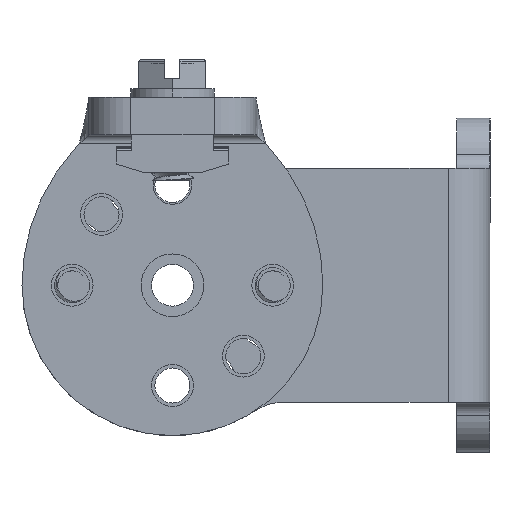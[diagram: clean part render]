
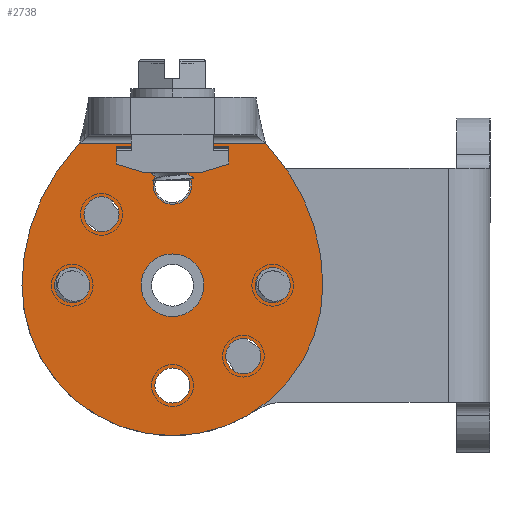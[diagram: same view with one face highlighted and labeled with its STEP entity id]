
A CAD part, left-side view. The second image highlights one B-rep face of the part: STEP entity #2738.
In plain terms, the highlighted face is planar.
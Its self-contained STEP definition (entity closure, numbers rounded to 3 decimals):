
#1968=CARTESIAN_POINT('',(22.5,4.5,6.25));
#1969=DIRECTION('',(0.,1.,0.));
#1970=DIRECTION('',(0.,0.,-1.));
#1971=AXIS2_PLACEMENT_3D('',#1968,#1969,#1970);
#1973=CARTESIAN_POINT('',(22.5,4.5,0.));
#1974=DIRECTION('',(0.,1.,0.));
#1975=DIRECTION('',(1.,0.,0.));
#1976=AXIS2_PLACEMENT_3D('',#1973,#1974,#1975);
#1978=CARTESIAN_POINT('',(22.5,4.5,0.));
#1979=DIRECTION('',(0.,1.,0.));
#1980=DIRECTION('',(0.,0.,1.));
#1981=AXIS2_PLACEMENT_3D('',#1978,#1979,#1980);
#1983=CARTESIAN_POINT('',(22.5,4.5,-6.25));
#1984=DIRECTION('',(0.,1.,0.));
#1985=DIRECTION('',(-0.67,0.,0.743));
#1986=AXIS2_PLACEMENT_3D('',#1983,#1984,#1985);
#1988=CARTESIAN_POINT('',(1.679,4.5,16.844));
#1989=DIRECTION('',(0.,1.,0.));
#1990=DIRECTION('',(0.67,0.,-0.743));
#1991=AXIS2_PLACEMENT_3D('',#1988,#1989,#1990);
#1993=DIRECTION('',(0.,0.,1.));
#1994=VECTOR('',#1993,22.332);
#1995=CARTESIAN_POINT('',(5.5,4.5,-11.166));
#1996=LINE('',#1995,#1994);
#1997=CARTESIAN_POINT('',(1.679,4.5,-16.844));
#1998=DIRECTION('',(0.,1.,0.));
#1999=DIRECTION('',(0.558,0.,0.83));
#2000=AXIS2_PLACEMENT_3D('',#1997,#1998,#1999);
#2002=CARTESIAN_POINT('',(34.5,4.5,0.));
#2003=DIRECTION('',(0.,1.,0.));
#2004=DIRECTION('',(-1.,0.,0.));
#2005=AXIS2_PLACEMENT_3D('',#2002,#2003,#2004);
#2007=CARTESIAN_POINT('',(34.5,4.5,0.));
#2008=DIRECTION('',(0.,1.,0.));
#2009=DIRECTION('',(1.,0.,0.));
#2010=AXIS2_PLACEMENT_3D('',#2007,#2008,#2009);
#2012=CARTESIAN_POINT('',(10.5,4.5,0.));
#2013=DIRECTION('',(0.,1.,0.));
#2014=DIRECTION('',(-1.,0.,0.));
#2015=AXIS2_PLACEMENT_3D('',#2012,#2013,#2014);
#2017=CARTESIAN_POINT('',(10.5,4.5,0.));
#2018=DIRECTION('',(0.,1.,0.));
#2019=DIRECTION('',(1.,0.,0.));
#2020=AXIS2_PLACEMENT_3D('',#2017,#2018,#2019);
#2022=CARTESIAN_POINT('',(14.015,4.5,8.485));
#2023=DIRECTION('',(0.,1.,0.));
#2024=DIRECTION('',(-1.,0.,0.));
#2025=AXIS2_PLACEMENT_3D('',#2022,#2023,#2024);
#2027=CARTESIAN_POINT('',(14.015,4.5,8.485));
#2028=DIRECTION('',(0.,1.,0.));
#2029=DIRECTION('',(1.,0.,0.));
#2030=AXIS2_PLACEMENT_3D('',#2027,#2028,#2029);
#2032=CARTESIAN_POINT('',(30.985,4.5,-8.485));
#2033=DIRECTION('',(0.,1.,0.));
#2034=DIRECTION('',(-1.,0.,0.));
#2035=AXIS2_PLACEMENT_3D('',#2032,#2033,#2034);
#2037=CARTESIAN_POINT('',(30.985,4.5,-8.485));
#2038=DIRECTION('',(0.,1.,0.));
#2039=DIRECTION('',(1.,0.,0.));
#2040=AXIS2_PLACEMENT_3D('',#2037,#2038,#2039);
#2042=CARTESIAN_POINT('',(22.5,4.5,12.));
#2043=DIRECTION('',(0.,1.,0.));
#2044=DIRECTION('',(-1.,0.,0.));
#2045=AXIS2_PLACEMENT_3D('',#2042,#2043,#2044);
#2047=CARTESIAN_POINT('',(22.5,4.5,12.));
#2048=DIRECTION('',(0.,1.,0.));
#2049=DIRECTION('',(1.,0.,0.));
#2050=AXIS2_PLACEMENT_3D('',#2047,#2048,#2049);
#2052=CARTESIAN_POINT('',(22.5,4.5,-12.));
#2053=DIRECTION('',(0.,1.,0.));
#2054=DIRECTION('',(-1.,0.,0.));
#2055=AXIS2_PLACEMENT_3D('',#2052,#2053,#2054);
#2057=CARTESIAN_POINT('',(22.5,4.5,-12.));
#2058=DIRECTION('',(0.,1.,0.));
#2059=DIRECTION('',(1.,0.,0.));
#2060=AXIS2_PLACEMENT_3D('',#2057,#2058,#2059);
#2062=CARTESIAN_POINT('',(22.5,4.5,0.));
#2063=DIRECTION('',(0.,1.,0.));
#2064=DIRECTION('',(-1.,0.,0.));
#2065=AXIS2_PLACEMENT_3D('',#2062,#2063,#2064);
#2067=CARTESIAN_POINT('',(22.5,4.5,0.));
#2068=DIRECTION('',(0.,1.,0.));
#2069=DIRECTION('',(1.,0.,0.));
#2070=AXIS2_PLACEMENT_3D('',#2067,#2068,#2069);
#2297=CARTESIAN_POINT('',(40.5,4.5,0.));
#2299=VERTEX_POINT('',#2297);
#2308=CARTESIAN_POINT('',(22.5,4.5,-18.));
#2309=CARTESIAN_POINT('',(6.262,4.5,-11.761));
#2310=VERTEX_POINT('',#2308);
#2311=VERTEX_POINT('',#2309);
#2312=CARTESIAN_POINT('',(6.262,4.5,11.761));
#2313=CARTESIAN_POINT('',(22.5,4.5,18.));
#2314=VERTEX_POINT('',#2312);
#2315=VERTEX_POINT('',#2313);
#2320=CARTESIAN_POINT('',(5.5,4.5,-11.166));
#2321=VERTEX_POINT('',#2320);
#2322=CARTESIAN_POINT('',(5.5,4.5,11.166));
#2323=VERTEX_POINT('',#2322);
#2377=CARTESIAN_POINT('',(20.4,4.5,-12.));
#2378=CARTESIAN_POINT('',(24.6,4.5,-12.));
#2379=VERTEX_POINT('',#2377);
#2380=VERTEX_POINT('',#2378);
#2381=CARTESIAN_POINT('',(20.4,4.5,12.));
#2382=CARTESIAN_POINT('',(24.6,4.5,12.));
#2383=VERTEX_POINT('',#2381);
#2384=VERTEX_POINT('',#2382);
#2385=CARTESIAN_POINT('',(28.885,4.5,-8.485));
#2386=CARTESIAN_POINT('',(33.085,4.5,-8.485));
#2387=VERTEX_POINT('',#2385);
#2388=VERTEX_POINT('',#2386);
#2389=CARTESIAN_POINT('',(11.915,4.5,8.485));
#2390=CARTESIAN_POINT('',(16.115,4.5,8.485));
#2391=VERTEX_POINT('',#2389);
#2392=VERTEX_POINT('',#2390);
#2401=CARTESIAN_POINT('',(18.75,4.5,0.));
#2402=VERTEX_POINT('',#2401);
#2403=CARTESIAN_POINT('',(26.25,4.5,0.));
#2404=VERTEX_POINT('',#2403);
#2417=CARTESIAN_POINT('',(8.4,4.5,0.));
#2418=CARTESIAN_POINT('',(12.6,4.5,0.));
#2419=VERTEX_POINT('',#2417);
#2420=VERTEX_POINT('',#2418);
#2421=CARTESIAN_POINT('',(32.4,4.5,0.));
#2422=CARTESIAN_POINT('',(36.6,4.5,0.));
#2423=VERTEX_POINT('',#2421);
#2424=VERTEX_POINT('',#2422);
#2681=CARTESIAN_POINT('',(5.5,4.5,-18.));
#2682=DIRECTION('',(0.,-1.,0.));
#2683=DIRECTION('',(1.,0.,0.));
#2684=AXIS2_PLACEMENT_3D('',#2681,#2682,#2683);
#2685=PLANE('',#2684);
#2686=ORIENTED_EDGE('',*,*,#2497,.F.);
#2687=ORIENTED_EDGE('',*,*,#2513,.F.);
#2688=ORIENTED_EDGE('',*,*,#2525,.F.);
#2689=ORIENTED_EDGE('',*,*,#2540,.F.);
#2690=ORIENTED_EDGE('',*,*,#2554,.T.);
#2692=ORIENTED_EDGE('',*,*,#2691,.F.);
#2693=ORIENTED_EDGE('',*,*,#2675,.T.);
#2694=EDGE_LOOP('',(#2686,#2687,#2688,#2689,#2690,#2692,#2693));
#2695=FACE_OUTER_BOUND('',#2694,.F.);
#2697=ORIENTED_EDGE('',*,*,#2696,.T.);
#2699=ORIENTED_EDGE('',*,*,#2698,.T.);
#2700=EDGE_LOOP('',(#2697,#2699));
#2701=FACE_BOUND('',#2700,.F.);
#2703=ORIENTED_EDGE('',*,*,#2702,.T.);
#2705=ORIENTED_EDGE('',*,*,#2704,.T.);
#2706=EDGE_LOOP('',(#2703,#2705));
#2707=FACE_BOUND('',#2706,.F.);
#2709=ORIENTED_EDGE('',*,*,#2708,.T.);
#2711=ORIENTED_EDGE('',*,*,#2710,.T.);
#2712=EDGE_LOOP('',(#2709,#2711));
#2713=FACE_BOUND('',#2712,.F.);
#2715=ORIENTED_EDGE('',*,*,#2714,.T.);
#2717=ORIENTED_EDGE('',*,*,#2716,.T.);
#2718=EDGE_LOOP('',(#2715,#2717));
#2719=FACE_BOUND('',#2718,.F.);
#2721=ORIENTED_EDGE('',*,*,#2720,.T.);
#2723=ORIENTED_EDGE('',*,*,#2722,.T.);
#2724=EDGE_LOOP('',(#2721,#2723));
#2725=FACE_BOUND('',#2724,.F.);
#2727=ORIENTED_EDGE('',*,*,#2726,.T.);
#2729=ORIENTED_EDGE('',*,*,#2728,.T.);
#2730=EDGE_LOOP('',(#2727,#2729));
#2731=FACE_BOUND('',#2730,.F.);
#2733=ORIENTED_EDGE('',*,*,#2732,.T.);
#2735=ORIENTED_EDGE('',*,*,#2734,.T.);
#2736=EDGE_LOOP('',(#2733,#2735));
#2737=FACE_BOUND('',#2736,.F.);
#2738=ADVANCED_FACE('',(#2695,#2701,#2707,#2713,#2719,#2725,#2731,#2737),#2685,
.F.);
#1972=CIRCLE('',#1971,24.25);
#1977=CIRCLE('',#1976,18.);
#1982=CIRCLE('',#1981,18.);
#1987=CIRCLE('',#1986,24.25);
#1992=CIRCLE('',#1991,6.844);
#2001=CIRCLE('',#2000,6.844);
#2006=CIRCLE('',#2005,2.1);
#2011=CIRCLE('',#2010,2.1);
#2016=CIRCLE('',#2015,2.1);
#2021=CIRCLE('',#2020,2.1);
#2026=CIRCLE('',#2025,2.1);
#2031=CIRCLE('',#2030,2.1);
#2036=CIRCLE('',#2035,2.1);
#2041=CIRCLE('',#2040,2.1);
#2046=CIRCLE('',#2045,2.1);
#2051=CIRCLE('',#2050,2.1);
#2056=CIRCLE('',#2055,2.1);
#2061=CIRCLE('',#2060,2.1);
#2066=CIRCLE('',#2065,3.75);
#2071=CIRCLE('',#2070,3.75);
#2497=EDGE_CURVE('',#2310,#2311,#1972,.T.);
#2513=EDGE_CURVE('',#2299,#2310,#1977,.T.);
#2525=EDGE_CURVE('',#2315,#2299,#1982,.T.);
#2540=EDGE_CURVE('',#2314,#2315,#1987,.T.);
#2554=EDGE_CURVE('',#2314,#2323,#1992,.T.);
#2675=EDGE_CURVE('',#2321,#2311,#2001,.T.);
#2691=EDGE_CURVE('',#2321,#2323,#1996,.T.);
#2696=EDGE_CURVE('',#2423,#2424,#2006,.T.);
#2698=EDGE_CURVE('',#2424,#2423,#2011,.T.);
#2702=EDGE_CURVE('',#2419,#2420,#2016,.T.);
#2704=EDGE_CURVE('',#2420,#2419,#2021,.T.);
#2708=EDGE_CURVE('',#2391,#2392,#2026,.T.);
#2710=EDGE_CURVE('',#2392,#2391,#2031,.T.);
#2714=EDGE_CURVE('',#2387,#2388,#2036,.T.);
#2716=EDGE_CURVE('',#2388,#2387,#2041,.T.);
#2720=EDGE_CURVE('',#2383,#2384,#2046,.T.);
#2722=EDGE_CURVE('',#2384,#2383,#2051,.T.);
#2726=EDGE_CURVE('',#2379,#2380,#2056,.T.);
#2728=EDGE_CURVE('',#2380,#2379,#2061,.T.);
#2732=EDGE_CURVE('',#2402,#2404,#2066,.T.);
#2734=EDGE_CURVE('',#2404,#2402,#2071,.T.);
